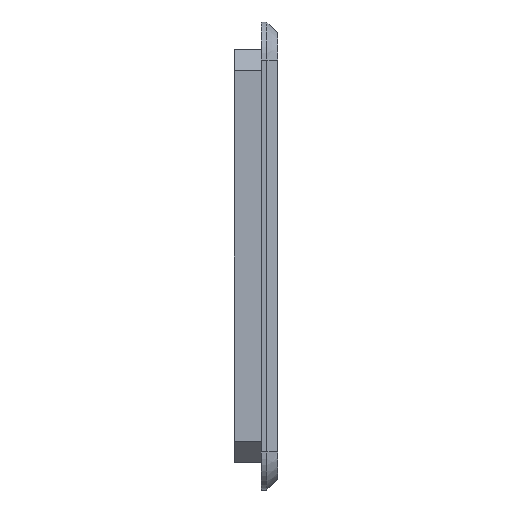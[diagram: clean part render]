
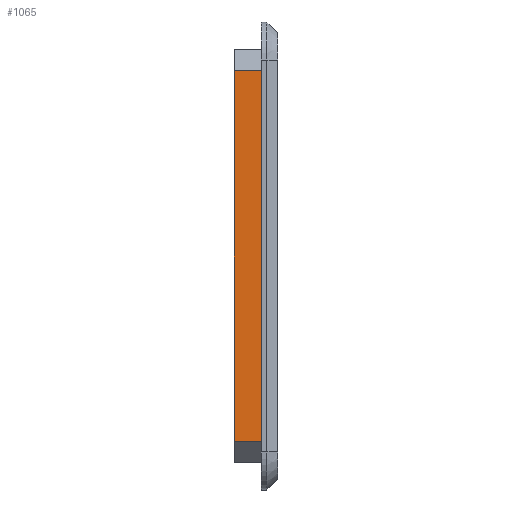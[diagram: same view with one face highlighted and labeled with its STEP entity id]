
A CAD part, left-side view. The second image highlights one B-rep face of the part: STEP entity #1065.
In plain terms, the highlighted planar face has unit normal (-1, 0, 0).
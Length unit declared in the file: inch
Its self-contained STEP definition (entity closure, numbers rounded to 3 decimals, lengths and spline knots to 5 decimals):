
#129=FACE_OUTER_BOUND('',#188,.T.);
#188=EDGE_LOOP('',(#879,#880,#881,#882));
#284=LINE('',#1885,#394);
#287=LINE('',#1891,#397);
#288=LINE('',#1893,#398);
#289=LINE('',#1894,#399);
#394=VECTOR('',#1300,0.3937);
#397=VECTOR('',#1305,0.3937);
#398=VECTOR('',#1306,0.3937);
#399=VECTOR('',#1307,0.3937);
#506=VERTEX_POINT('',#1881);
#508=VERTEX_POINT('',#1884);
#510=VERTEX_POINT('',#1890);
#511=VERTEX_POINT('',#1892);
#646=EDGE_CURVE('',#506,#508,#284,.T.);
#649=EDGE_CURVE('',#510,#506,#287,.T.);
#650=EDGE_CURVE('',#510,#511,#288,.T.);
#651=EDGE_CURVE('',#508,#511,#289,.T.);
#879=ORIENTED_EDGE('',*,*,#649,.F.);
#880=ORIENTED_EDGE('',*,*,#650,.T.);
#881=ORIENTED_EDGE('',*,*,#651,.F.);
#882=ORIENTED_EDGE('',*,*,#646,.F.);
#1009=PLANE('',#1131);
#1065=ADVANCED_FACE('',(#129),#1009,.T.);
#1131=AXIS2_PLACEMENT_3D('',#1889,#1303,#1304);
#1300=DIRECTION('',(0.,1.,0.));
#1303=DIRECTION('center_axis',(-1.,0.,0.));
#1304=DIRECTION('ref_axis',(0.,0.,1.));
#1305=DIRECTION('',(0.,0.,-1.));
#1306=DIRECTION('',(0.,1.,0.));
#1307=DIRECTION('',(0.,0.,1.));
#1881=CARTESIAN_POINT('',(0.05,0.03,0.09));
#1884=CARTESIAN_POINT('',(0.05,0.08,0.09));
#1885=CARTESIAN_POINT('',(0.05,0.,0.09));
#1889=CARTESIAN_POINT('Origin',(0.05,0.,0.09));
#1890=CARTESIAN_POINT('',(0.05,0.03,0.77));
#1891=CARTESIAN_POINT('',(0.05,0.03,0.09));
#1892=CARTESIAN_POINT('',(0.05,0.08,0.77));
#1893=CARTESIAN_POINT('',(0.05,0.,0.77));
#1894=CARTESIAN_POINT('',(0.05,0.08,0.09));
